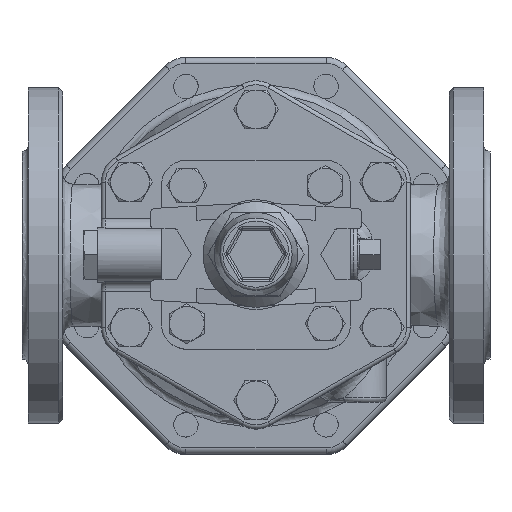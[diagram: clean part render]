
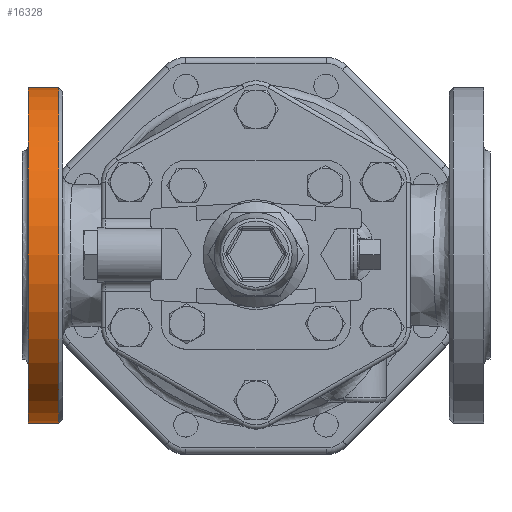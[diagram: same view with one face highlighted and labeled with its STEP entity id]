
A CAD part, top view. The second image highlights one B-rep face of the part: STEP entity #16328.
In plain terms, the highlighted cylindrical face has radius 82.5 mm (diameter 165 mm), a full revolution.
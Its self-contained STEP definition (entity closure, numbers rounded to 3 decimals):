
#2279=CYLINDRICAL_SURFACE('',#17454,82.5);
#2721=FACE_BOUND('',#4567,.T.);
#3443=FACE_OUTER_BOUND('',#4566,.T.);
#4566=EDGE_LOOP('',(#11330));
#4567=EDGE_LOOP('',(#11331));
#6287=CIRCLE('',#17453,82.5);
#6288=CIRCLE('',#17455,82.5);
#7264=VERTEX_POINT('',#25431);
#7265=VERTEX_POINT('',#25434);
#8851=EDGE_CURVE('',#7264,#7264,#6287,.T.);
#8852=EDGE_CURVE('',#7265,#7265,#6288,.T.);
#11330=ORIENTED_EDGE('',*,*,#8852,.T.);
#11331=ORIENTED_EDGE('',*,*,#8851,.F.);
#16328=ADVANCED_FACE('',(#3443,#2721),#2279,.T.);
#17453=AXIS2_PLACEMENT_3D('',#25432,#19409,#19410);
#17454=AXIS2_PLACEMENT_3D('',#25433,#19411,#19412);
#17455=AXIS2_PLACEMENT_3D('',#25435,#19413,#19414);
#19409=DIRECTION('center_axis',(1.,0.,0.));
#19410=DIRECTION('ref_axis',(0.,0.,1.));
#19411=DIRECTION('center_axis',(-1.,0.,0.));
#19412=DIRECTION('ref_axis',(0.,0.,1.));
#19413=DIRECTION('center_axis',(1.,0.,0.));
#19414=DIRECTION('ref_axis',(0.,0.,1.));
#25431=CARTESIAN_POINT('',(-97.,0.,42.5));
#25432=CARTESIAN_POINT('Origin',(-97.,0.,125.));
#25433=CARTESIAN_POINT('Origin',(-115.,0.,125.));
#25434=CARTESIAN_POINT('',(-112.,0.,42.5));
#25435=CARTESIAN_POINT('Origin',(-112.,0.,125.));
